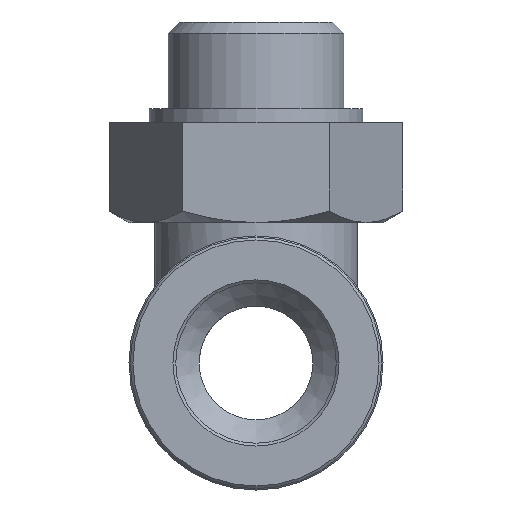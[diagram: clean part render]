
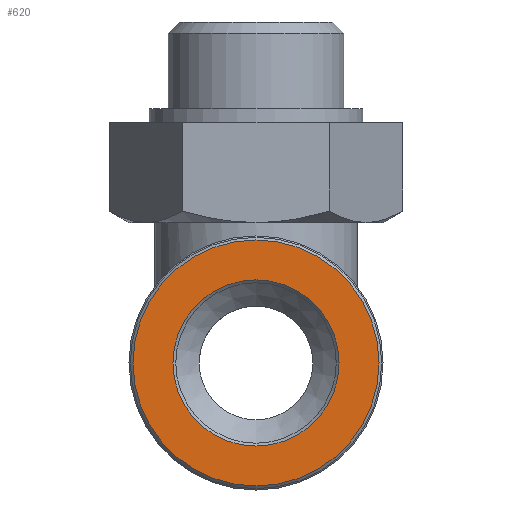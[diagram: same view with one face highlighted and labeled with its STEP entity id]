
A CAD part, left-side view. The second image highlights one B-rep face of the part: STEP entity #620.
In plain terms, the highlighted planar face has unit normal (-1, 0, 0).
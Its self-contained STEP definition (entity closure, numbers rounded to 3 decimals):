
#45=PLANE('',#699);
#132=ORIENTED_EDGE('',*,*,#265,.F.);
#133=ORIENTED_EDGE('',*,*,#266,.T.);
#265=EDGE_CURVE('',#330,#330,#379,.T.);
#266=EDGE_CURVE('',#331,#331,#380,.T.);
#330=VERTEX_POINT('',#1079);
#331=VERTEX_POINT('',#1081);
#379=CIRCLE('',#700,9.2);
#380=CIRCLE('',#701,6.212);
#427=EDGE_LOOP('',(#132));
#428=EDGE_LOOP('',(#133));
#519=FACE_BOUND('',#427,.T.);
#520=FACE_BOUND('',#428,.T.);
#620=ADVANCED_FACE('',(#519,#520),#45,.F.);
#699=AXIS2_PLACEMENT_3D('',#1077,#824,#825);
#700=AXIS2_PLACEMENT_3D('',#1078,#826,#827);
#701=AXIS2_PLACEMENT_3D('',#1080,#828,#829);
#824=DIRECTION('',(1.,0.,0.));
#825=DIRECTION('',(0.,0.,-1.));
#826=DIRECTION('',(1.,0.,0.));
#827=DIRECTION('',(0.,0.,-1.));
#828=DIRECTION('',(1.,0.,0.));
#829=DIRECTION('',(0.,0.,-1.));
#1077=CARTESIAN_POINT('',(-28.5,0.,-19.));
#1078=CARTESIAN_POINT('',(-28.5,0.,-19.));
#1079=CARTESIAN_POINT('',(-28.5,0.,-28.2));
#1080=CARTESIAN_POINT('',(-28.5,0.,-19.));
#1081=CARTESIAN_POINT('',(-28.5,0.,-25.212));
